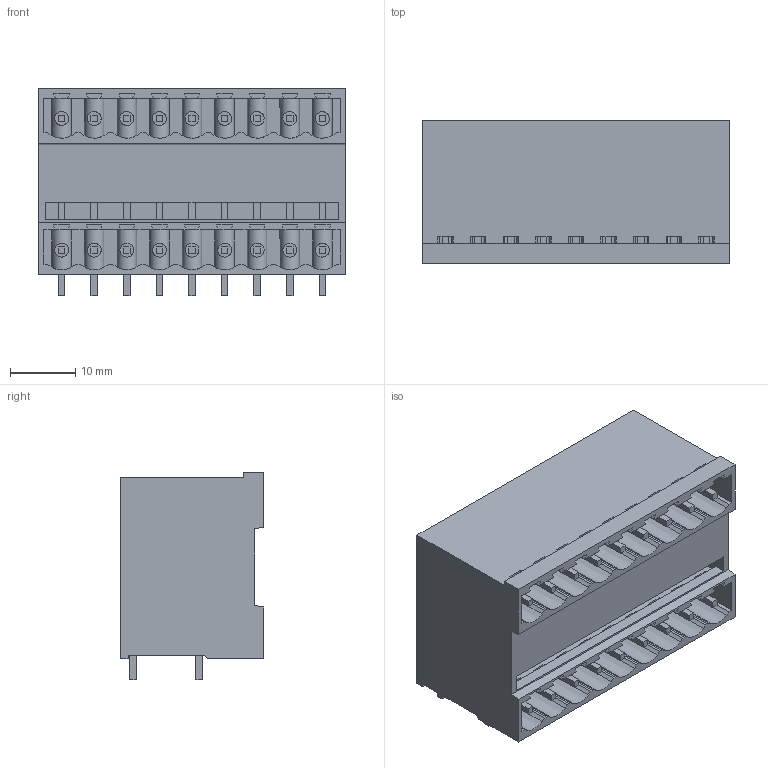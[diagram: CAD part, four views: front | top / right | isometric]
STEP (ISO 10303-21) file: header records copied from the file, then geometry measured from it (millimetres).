
FILE_DESCRIPTION(('CATIA V5R24 STEP','CAx-IF Rec.Pracs.--- Model Styling and Organization---1.4--- 2014-01-23'),'2;1');
FILE_NAME ('D1453479_1_1614420000_1614420000.stp','2021-12-08T07:18:57+00:00',('none'),('Weidmueller'),'CATIA Version 5-6 Release 2016 SP3 HF44','CATIA V5 STEP AP214','none');
FILE_SCHEMA(('AUTOMOTIVE_DESIGN { 1 0 10303 214 1 1 1 1 }'));
Length unit declared in the file: millimetre
Products named in the file (1): 1614420000
Bounding box: 47 x 22 x 31.85 mm (x, y, z)
Volume: 19980.3 mm3; surface area: 14485.3 mm2
Topology: 19 solids, 19 shells, 806 faces, 2328 edges, 1556 vertices
Faces by surface type: plane 680, cylinder 108, extrusion 18
Entity records: 25986 total; most frequent: CARTESIAN_POINT 6173, ORIENTED_EDGE 4656, DIRECTION 3115, EDGE_CURVE 2328, VECTOR 2074, LINE 2056, VERTEX_POINT 1556, EDGE_LOOP 892
